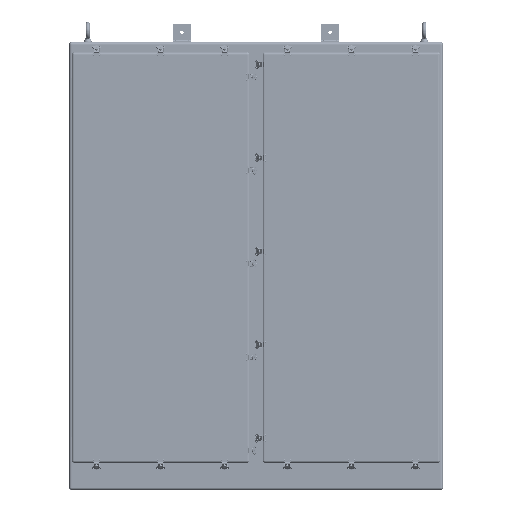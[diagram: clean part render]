
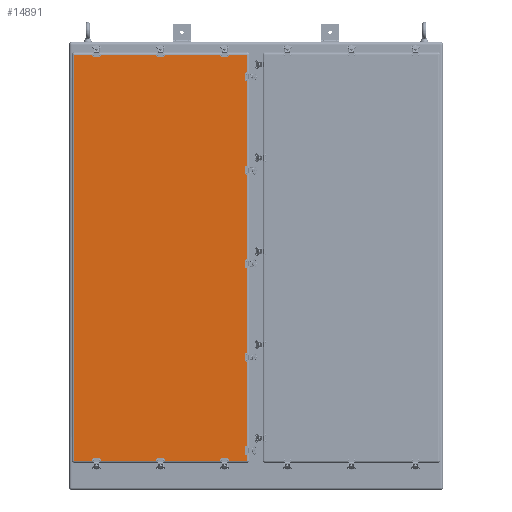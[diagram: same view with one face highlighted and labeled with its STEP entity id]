
A CAD part, top view. The second image highlights one B-rep face of the part: STEP entity #14891.
In plain terms, the highlighted planar face has unit normal (0, 0, 1).
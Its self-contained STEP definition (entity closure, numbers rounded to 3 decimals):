
#2272=LINE($,#26005,#3016);
#2274=LINE($,#26013,#3018);
#2276=LINE($,#26021,#3020);
#2278=LINE($,#26030,#3022);
#3016=VECTOR($,#19332,65.75);
#3018=VECTOR($,#19340,28.);
#3020=VECTOR($,#19348,65.75);
#3022=VECTOR($,#19360,28.);
#4325=FACE_BOUND($,#6174,.T.);
#4326=FACE_BOUND($,#6175,.T.);
#4327=FACE_BOUND($,#6176,.T.);
#4328=FACE_BOUND($,#6177,.T.);
#4329=FACE_BOUND($,#6178,.T.);
#4330=FACE_BOUND($,#6179,.T.);
#4331=FACE_BOUND($,#6180,.T.);
#4332=FACE_BOUND($,#6181,.T.);
#4333=FACE_BOUND($,#6182,.T.);
#4334=FACE_BOUND($,#6183,.T.);
#4335=FACE_BOUND($,#6184,.T.);
#4336=FACE_BOUND($,#6185,.T.);
#4337=FACE_BOUND($,#6186,.T.);
#4338=FACE_BOUND($,#6187,.T.);
#4339=FACE_BOUND($,#6188,.T.);
#4340=FACE_BOUND($,#6189,.T.);
#4341=FACE_BOUND($,#6190,.T.);
#4342=FACE_BOUND($,#6191,.T.);
#4343=FACE_BOUND($,#6192,.T.);
#4344=FACE_BOUND($,#6193,.T.);
#4345=FACE_BOUND($,#6194,.T.);
#4346=FACE_BOUND($,#6195,.T.);
#5022=FACE_OUTER_BOUND($,#6173,.T.);
#6173=EDGE_LOOP($,(#12049,#12050,#12051,#12052));
#6174=EDGE_LOOP($,(#12053));
#6175=EDGE_LOOP($,(#12054));
#6176=EDGE_LOOP($,(#12055));
#6177=EDGE_LOOP($,(#12056));
#6178=EDGE_LOOP($,(#12057));
#6179=EDGE_LOOP($,(#12058));
#6180=EDGE_LOOP($,(#12059));
#6181=EDGE_LOOP($,(#12060));
#6182=EDGE_LOOP($,(#12061));
#6183=EDGE_LOOP($,(#12062));
#6184=EDGE_LOOP($,(#12063));
#6185=EDGE_LOOP($,(#12064));
#6186=EDGE_LOOP($,(#12065));
#6187=EDGE_LOOP($,(#12066));
#6188=EDGE_LOOP($,(#12067));
#6189=EDGE_LOOP($,(#12068));
#6190=EDGE_LOOP($,(#12069));
#6191=EDGE_LOOP($,(#12070));
#6192=EDGE_LOOP($,(#12071));
#6193=EDGE_LOOP($,(#12072));
#6194=EDGE_LOOP($,(#12073));
#6195=EDGE_LOOP($,(#12074));
#7218=CIRCLE($,#16082,0.063);
#7220=CIRCLE($,#16085,0.063);
#7222=CIRCLE($,#16088,0.063);
#7224=CIRCLE($,#16091,0.063);
#7226=CIRCLE($,#16094,0.063);
#7228=CIRCLE($,#16097,0.063);
#7230=CIRCLE($,#16100,0.063);
#7232=CIRCLE($,#16103,0.063);
#7234=CIRCLE($,#16106,0.063);
#7236=CIRCLE($,#16109,0.063);
#7238=CIRCLE($,#16112,0.063);
#7240=CIRCLE($,#16115,0.063);
#7242=CIRCLE($,#16118,0.063);
#7244=CIRCLE($,#16121,0.063);
#7246=CIRCLE($,#16124,0.063);
#7248=CIRCLE($,#16127,0.063);
#7250=CIRCLE($,#16130,0.063);
#7252=CIRCLE($,#16133,0.063);
#7254=CIRCLE($,#16136,0.063);
#7256=CIRCLE($,#16139,0.063);
#7258=CIRCLE($,#16142,0.063);
#7260=CIRCLE($,#16145,0.063);
#8091=VERTEX_POINT($,#25721);
#8093=VERTEX_POINT($,#25726);
#8095=VERTEX_POINT($,#25731);
#8097=VERTEX_POINT($,#25736);
#8099=VERTEX_POINT($,#25741);
#8101=VERTEX_POINT($,#25746);
#8103=VERTEX_POINT($,#25751);
#8105=VERTEX_POINT($,#25756);
#8107=VERTEX_POINT($,#25761);
#8109=VERTEX_POINT($,#25766);
#8111=VERTEX_POINT($,#25771);
#8113=VERTEX_POINT($,#25776);
#8115=VERTEX_POINT($,#25781);
#8117=VERTEX_POINT($,#25786);
#8119=VERTEX_POINT($,#25791);
#8121=VERTEX_POINT($,#25796);
#8123=VERTEX_POINT($,#25801);
#8125=VERTEX_POINT($,#25806);
#8127=VERTEX_POINT($,#25811);
#8129=VERTEX_POINT($,#25816);
#8131=VERTEX_POINT($,#25821);
#8133=VERTEX_POINT($,#25826);
#8192=VERTEX_POINT($,#26002);
#8193=VERTEX_POINT($,#26004);
#8196=VERTEX_POINT($,#26012);
#8199=VERTEX_POINT($,#26020);
#9523=EDGE_CURVE($,#8091,#8091,#7218,.T.);
#9525=EDGE_CURVE($,#8093,#8093,#7220,.T.);
#9527=EDGE_CURVE($,#8095,#8095,#7222,.T.);
#9529=EDGE_CURVE($,#8097,#8097,#7224,.T.);
#9531=EDGE_CURVE($,#8099,#8099,#7226,.T.);
#9533=EDGE_CURVE($,#8101,#8101,#7228,.T.);
#9535=EDGE_CURVE($,#8103,#8103,#7230,.T.);
#9537=EDGE_CURVE($,#8105,#8105,#7232,.T.);
#9539=EDGE_CURVE($,#8107,#8107,#7234,.T.);
#9541=EDGE_CURVE($,#8109,#8109,#7236,.T.);
#9543=EDGE_CURVE($,#8111,#8111,#7238,.T.);
#9545=EDGE_CURVE($,#8113,#8113,#7240,.T.);
#9547=EDGE_CURVE($,#8115,#8115,#7242,.T.);
#9549=EDGE_CURVE($,#8117,#8117,#7244,.T.);
#9551=EDGE_CURVE($,#8119,#8119,#7246,.T.);
#9553=EDGE_CURVE($,#8121,#8121,#7248,.T.);
#9555=EDGE_CURVE($,#8123,#8123,#7250,.T.);
#9557=EDGE_CURVE($,#8125,#8125,#7252,.T.);
#9559=EDGE_CURVE($,#8127,#8127,#7254,.T.);
#9561=EDGE_CURVE($,#8129,#8129,#7256,.T.);
#9563=EDGE_CURVE($,#8131,#8131,#7258,.T.);
#9565=EDGE_CURVE($,#8133,#8133,#7260,.T.);
#9647=EDGE_CURVE($,#8192,#8193,#2272,.T.);
#9651=EDGE_CURVE($,#8193,#8196,#2274,.T.);
#9655=EDGE_CURVE($,#8196,#8199,#2276,.T.);
#9660=EDGE_CURVE($,#8199,#8192,#2278,.T.);
#12049=ORIENTED_EDGE($,*,*,#9647,.F.);
#12050=ORIENTED_EDGE($,*,*,#9660,.F.);
#12051=ORIENTED_EDGE($,*,*,#9655,.F.);
#12052=ORIENTED_EDGE($,*,*,#9651,.F.);
#12053=ORIENTED_EDGE($,*,*,#9523,.T.);
#12054=ORIENTED_EDGE($,*,*,#9525,.T.);
#12055=ORIENTED_EDGE($,*,*,#9527,.T.);
#12056=ORIENTED_EDGE($,*,*,#9529,.T.);
#12057=ORIENTED_EDGE($,*,*,#9531,.T.);
#12058=ORIENTED_EDGE($,*,*,#9533,.T.);
#12059=ORIENTED_EDGE($,*,*,#9535,.T.);
#12060=ORIENTED_EDGE($,*,*,#9537,.T.);
#12061=ORIENTED_EDGE($,*,*,#9539,.T.);
#12062=ORIENTED_EDGE($,*,*,#9541,.T.);
#12063=ORIENTED_EDGE($,*,*,#9543,.T.);
#12064=ORIENTED_EDGE($,*,*,#9545,.T.);
#12065=ORIENTED_EDGE($,*,*,#9547,.T.);
#12066=ORIENTED_EDGE($,*,*,#9549,.T.);
#12067=ORIENTED_EDGE($,*,*,#9551,.T.);
#12068=ORIENTED_EDGE($,*,*,#9553,.T.);
#12069=ORIENTED_EDGE($,*,*,#9555,.T.);
#12070=ORIENTED_EDGE($,*,*,#9557,.T.);
#12071=ORIENTED_EDGE($,*,*,#9559,.T.);
#12072=ORIENTED_EDGE($,*,*,#9561,.T.);
#12073=ORIENTED_EDGE($,*,*,#9563,.T.);
#12074=ORIENTED_EDGE($,*,*,#9565,.T.);
#14331=PLANE($,#16252);
#14891=ADVANCED_FACE($,(#5022,#4325,#4326,#4327,#4328,#4329,#4330,#4331,
#4332,#4333,#4334,#4335,#4336,#4337,#4338,#4339,#4340,#4341,#4342,#4343,
#4344,#4345,#4346),#14331,.T.);
#16082=AXIS2_PLACEMENT_3D($,#25722,#19005,#19006);
#16085=AXIS2_PLACEMENT_3D($,#25727,#19011,#19012);
#16088=AXIS2_PLACEMENT_3D($,#25732,#19017,#19018);
#16091=AXIS2_PLACEMENT_3D($,#25737,#19023,#19024);
#16094=AXIS2_PLACEMENT_3D($,#25742,#19029,#19030);
#16097=AXIS2_PLACEMENT_3D($,#25747,#19035,#19036);
#16100=AXIS2_PLACEMENT_3D($,#25752,#19041,#19042);
#16103=AXIS2_PLACEMENT_3D($,#25757,#19047,#19048);
#16106=AXIS2_PLACEMENT_3D($,#25762,#19053,#19054);
#16109=AXIS2_PLACEMENT_3D($,#25767,#19059,#19060);
#16112=AXIS2_PLACEMENT_3D($,#25772,#19065,#19066);
#16115=AXIS2_PLACEMENT_3D($,#25777,#19071,#19072);
#16118=AXIS2_PLACEMENT_3D($,#25782,#19077,#19078);
#16121=AXIS2_PLACEMENT_3D($,#25787,#19083,#19084);
#16124=AXIS2_PLACEMENT_3D($,#25792,#19089,#19090);
#16127=AXIS2_PLACEMENT_3D($,#25797,#19095,#19096);
#16130=AXIS2_PLACEMENT_3D($,#25802,#19101,#19102);
#16133=AXIS2_PLACEMENT_3D($,#25807,#19107,#19108);
#16136=AXIS2_PLACEMENT_3D($,#25812,#19113,#19114);
#16139=AXIS2_PLACEMENT_3D($,#25817,#19119,#19120);
#16142=AXIS2_PLACEMENT_3D($,#25822,#19125,#19126);
#16145=AXIS2_PLACEMENT_3D($,#25827,#19131,#19132);
#16252=AXIS2_PLACEMENT_3D($,#26058,#19395,#19396);
#19005=DIRECTION('center_axis',(0.,0.,-1.));
#19006=DIRECTION('ref_axis',(1.,0.,0.));
#19011=DIRECTION('center_axis',(0.,0.,-1.));
#19012=DIRECTION('ref_axis',(1.,0.,0.));
#19017=DIRECTION('center_axis',(0.,0.,-1.));
#19018=DIRECTION('ref_axis',(1.,0.,0.));
#19023=DIRECTION('center_axis',(0.,0.,-1.));
#19024=DIRECTION('ref_axis',(1.,0.,0.));
#19029=DIRECTION('center_axis',(0.,0.,-1.));
#19030=DIRECTION('ref_axis',(1.,0.,0.));
#19035=DIRECTION('center_axis',(0.,0.,-1.));
#19036=DIRECTION('ref_axis',(1.,0.,0.));
#19041=DIRECTION('center_axis',(0.,0.,-1.));
#19042=DIRECTION('ref_axis',(1.,0.,0.));
#19047=DIRECTION('center_axis',(0.,0.,-1.));
#19048=DIRECTION('ref_axis',(1.,0.,0.));
#19053=DIRECTION('center_axis',(0.,0.,-1.));
#19054=DIRECTION('ref_axis',(1.,0.,0.));
#19059=DIRECTION('center_axis',(0.,0.,-1.));
#19060=DIRECTION('ref_axis',(1.,0.,0.));
#19065=DIRECTION('center_axis',(0.,0.,-1.));
#19066=DIRECTION('ref_axis',(1.,0.,0.));
#19071=DIRECTION('center_axis',(0.,0.,-1.));
#19072=DIRECTION('ref_axis',(1.,0.,0.));
#19077=DIRECTION('center_axis',(0.,0.,-1.));
#19078=DIRECTION('ref_axis',(1.,0.,0.));
#19083=DIRECTION('center_axis',(0.,0.,-1.));
#19084=DIRECTION('ref_axis',(1.,0.,0.));
#19089=DIRECTION('center_axis',(0.,0.,-1.));
#19090=DIRECTION('ref_axis',(1.,0.,0.));
#19095=DIRECTION('center_axis',(0.,0.,-1.));
#19096=DIRECTION('ref_axis',(1.,0.,0.));
#19101=DIRECTION('center_axis',(0.,0.,-1.));
#19102=DIRECTION('ref_axis',(1.,0.,0.));
#19107=DIRECTION('center_axis',(0.,0.,-1.));
#19108=DIRECTION('ref_axis',(1.,0.,0.));
#19113=DIRECTION('center_axis',(0.,0.,-1.));
#19114=DIRECTION('ref_axis',(1.,0.,0.));
#19119=DIRECTION('center_axis',(0.,0.,-1.));
#19120=DIRECTION('ref_axis',(1.,0.,0.));
#19125=DIRECTION('center_axis',(0.,0.,-1.));
#19126=DIRECTION('ref_axis',(1.,0.,0.));
#19131=DIRECTION('center_axis',(0.,0.,-1.));
#19132=DIRECTION('ref_axis',(1.,0.,0.));
#19332=DIRECTION($,(0.,-1.,0.));
#19340=DIRECTION($,(-1.,0.,0.));
#19348=DIRECTION($,(0.,1.,0.));
#19360=DIRECTION($,(1.,0.,0.));
#19395=DIRECTION('center_axis',(0.,0.,1.));
#19396=DIRECTION('ref_axis',(1.,0.,0.));
#25721=CARTESIAN_POINT('',(9.965,32.79,1.125));
#25722=CARTESIAN_POINT('Origin',(9.903,32.79,1.125));
#25726=CARTESIAN_POINT('',(10.91,32.79,1.125));
#25727=CARTESIAN_POINT('Origin',(10.848,32.79,1.125));
#25731=CARTESIAN_POINT('',(-0.41,32.79,1.125));
#25732=CARTESIAN_POINT('Origin',(-0.472,32.79,1.125));
#25736=CARTESIAN_POINT('',(0.535,32.79,1.125));
#25737=CARTESIAN_POINT('Origin',(0.473,32.79,1.125));
#25741=CARTESIAN_POINT('',(9.965,-32.79,1.125));
#25742=CARTESIAN_POINT('Origin',(9.903,-32.79,1.125));
#25746=CARTESIAN_POINT('',(10.91,-32.79,1.125));
#25747=CARTESIAN_POINT('Origin',(10.848,-32.79,1.125));
#25751=CARTESIAN_POINT('',(-0.41,-32.79,1.125));
#25752=CARTESIAN_POINT('Origin',(-0.472,-32.79,1.125));
#25756=CARTESIAN_POINT('',(0.535,-32.79,1.125));
#25757=CARTESIAN_POINT('Origin',(0.473,-32.79,1.125));
#25761=CARTESIAN_POINT('',(-10.785,32.79,1.125));
#25762=CARTESIAN_POINT('Origin',(-10.848,32.79,1.125));
#25766=CARTESIAN_POINT('',(-9.84,32.79,1.125));
#25767=CARTESIAN_POINT('Origin',(-9.902,32.79,1.125));
#25771=CARTESIAN_POINT('',(-10.785,-32.79,1.125));
#25772=CARTESIAN_POINT('Origin',(-10.848,-32.79,1.125));
#25776=CARTESIAN_POINT('',(-9.84,-32.79,1.125));
#25777=CARTESIAN_POINT('Origin',(-9.902,-32.79,1.125));
#25781=CARTESIAN_POINT('',(13.978,29.723,1.125));
#25782=CARTESIAN_POINT('Origin',(13.915,29.723,1.125));
#25786=CARTESIAN_POINT('',(13.978,28.778,1.125));
#25787=CARTESIAN_POINT('Origin',(13.915,28.778,1.125));
#25791=CARTESIAN_POINT('',(13.978,14.598,1.125));
#25792=CARTESIAN_POINT('Origin',(13.915,14.598,1.125));
#25796=CARTESIAN_POINT('',(13.978,13.653,1.125));
#25797=CARTESIAN_POINT('Origin',(13.915,13.653,1.125));
#25801=CARTESIAN_POINT('',(13.978,-0.527,1.125));
#25802=CARTESIAN_POINT('Origin',(13.915,-0.527,1.125));
#25806=CARTESIAN_POINT('',(13.978,-1.473,1.125));
#25807=CARTESIAN_POINT('Origin',(13.915,-1.473,1.125));
#25811=CARTESIAN_POINT('',(13.978,-15.653,1.125));
#25812=CARTESIAN_POINT('Origin',(13.915,-15.653,1.125));
#25816=CARTESIAN_POINT('',(13.978,-16.598,1.125));
#25817=CARTESIAN_POINT('Origin',(13.915,-16.598,1.125));
#25821=CARTESIAN_POINT('',(13.978,-30.778,1.125));
#25822=CARTESIAN_POINT('Origin',(13.915,-30.778,1.125));
#25826=CARTESIAN_POINT('',(13.978,-31.723,1.125));
#25827=CARTESIAN_POINT('Origin',(13.915,-31.723,1.125));
#26002=CARTESIAN_POINT('',(14.,32.875,1.125));
#26004=CARTESIAN_POINT('',(14.,-32.875,1.125));
#26005=CARTESIAN_POINT($,(14.,32.875,1.125));
#26012=CARTESIAN_POINT('',(-14.,-32.875,1.125));
#26013=CARTESIAN_POINT($,(14.,-32.875,1.125));
#26020=CARTESIAN_POINT('',(-14.,32.875,1.125));
#26021=CARTESIAN_POINT($,(-14.,-32.875,1.125));
#26030=CARTESIAN_POINT($,(-14.,32.875,1.125));
#26058=CARTESIAN_POINT('Origin',(0.,0.,1.125));
